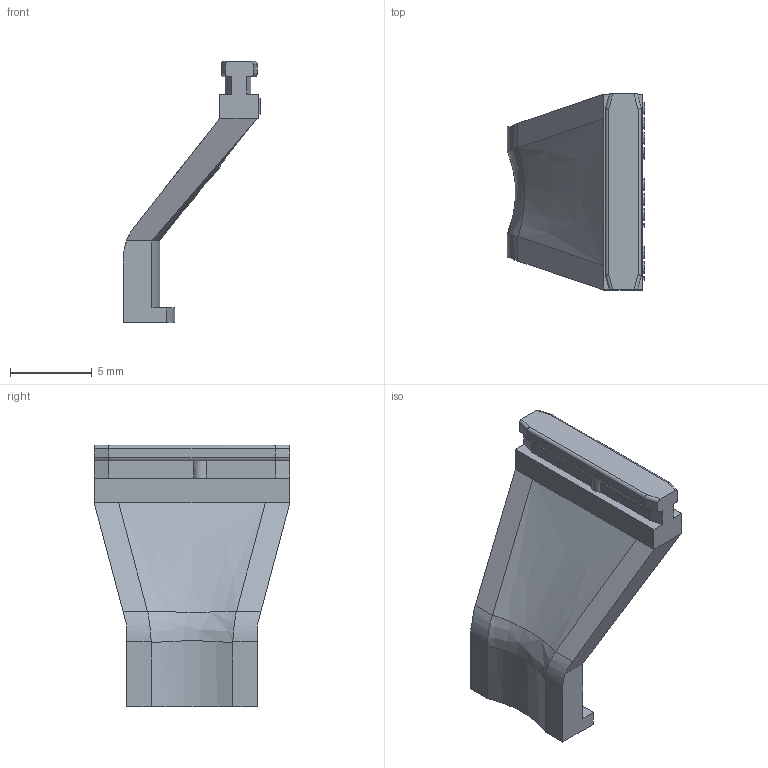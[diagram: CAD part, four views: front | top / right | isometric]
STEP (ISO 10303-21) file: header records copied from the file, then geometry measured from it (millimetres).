
FILE_DESCRIPTION((''),'2;1');
FILE_NAME('3357_0001_301','2020-01-31T',('presta_be4'),(''),'CREO PARAMETRIC BY PTC INC, 2018360','CREO PARAMETRIC BY PTC INC, 2018360','');
FILE_SCHEMA(('CONFIG_CONTROL_DESIGN'));
Length unit declared in the file: millimetre
Products named in the file (1): 3357_0001_301
Bounding box: 8.4 x 12 x 16 mm (x, y, z)
Volume: 313.9 mm3; surface area: 499.7 mm2
Topology: 1 solids, 1 shells, 588 faces, 1669 edges, 1107 vertices
Faces by surface type: plane 509, extrusion 54, cylinder 18, bspline 7
Entity records: 19435 total; most frequent: CARTESIAN_POINT 4466, ORIENTED_EDGE 3338, DIRECTION 2612, EDGE_CURVE 1669, VECTOR 1538, LINE 1484, VERTEX_POINT 1107, EDGE_LOOP 612
